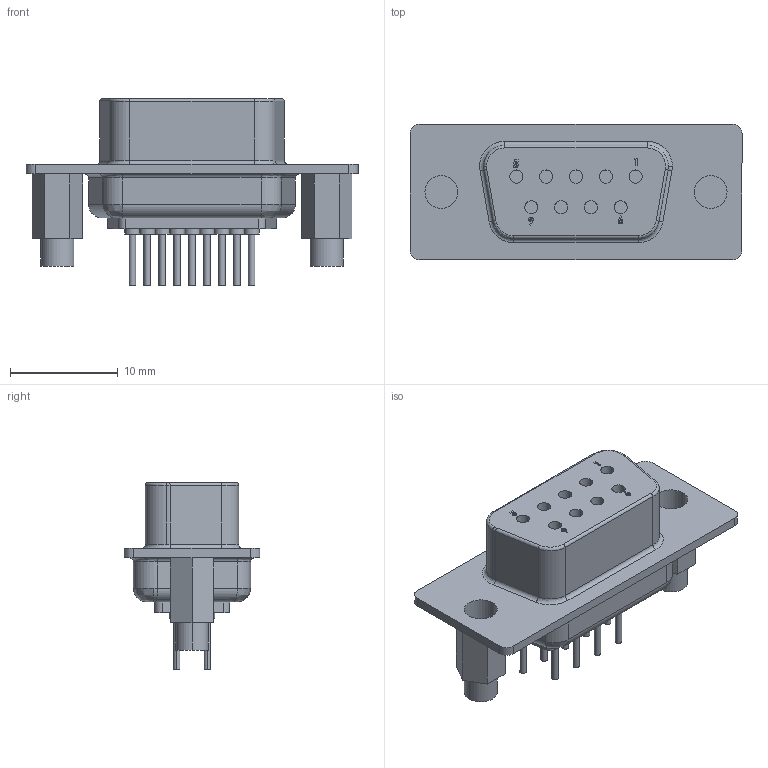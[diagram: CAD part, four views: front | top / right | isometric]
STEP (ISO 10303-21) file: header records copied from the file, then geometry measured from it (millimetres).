
FILE_DESCRIPTION (( 'STEP AP214' ), '1' );
FILE_NAME ('172-E09-213.STEP', '2020-03-15T23:11:17', ( '' ), ( '' ), 'SwSTEP 2.0', 'SolidWorks 2019', '' );
FILE_SCHEMA (( 'AUTOMOTIVE_DESIGN' ));
Length unit declared in the file: inch
Products named in the file (1): 172-E09-213
Bounding box: 30.81 x 12.6 x 17.41 mm (x, y, z)
Volume: 2118.7 mm3; surface area: 2011.2 mm2
Topology: 3 solids, 3 shells, 231 faces, 527 edges, 340 vertices
Faces by surface type: cylinder 96, plane 91, bspline 44
Entity records: 9926 total; most frequent: CARTESIAN_POINT 2926, ORIENTED_EDGE 1054, DIRECTION 1026, EDGE_CURVE 527, AXIS2_PLACEMENT_3D 382, VERTEX_POINT 340, EDGE_LOOP 273, LINE 262
